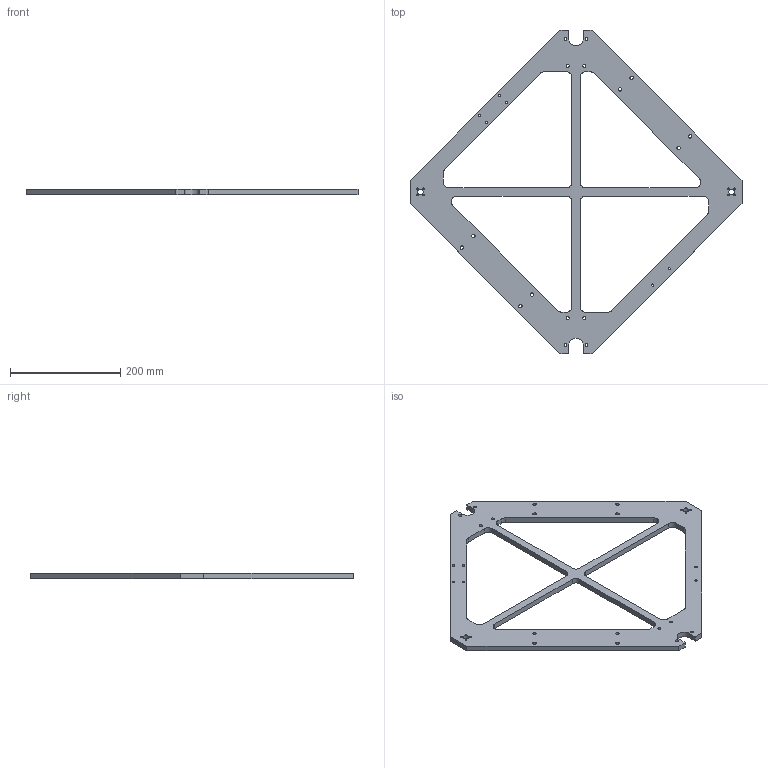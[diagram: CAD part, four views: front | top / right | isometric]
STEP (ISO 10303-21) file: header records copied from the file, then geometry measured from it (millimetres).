
FILE_DESCRIPTION(/* description */ (''),/* implementation_level */ '2;1');
FILE_NAME(/* name */ 'z_plate.stp',/* time_stamp */ '2025-10-08T00:28:46+02:00',/* author */ ('drago'),/* organization */ (''),/* preprocessor_version */ 'ST-DEVELOPER v20.1',/* originating_system */ 'Autodesk Inventor 2026',/* authorisation */ '');
FILE_SCHEMA (('AUTOMOTIVE_DESIGN { 1 0 10303 214 3 1 1 }'));
Length unit declared in the file: millimetre
Products named in the file (1): z_plate
Bounding box: 601 x 585 x 10 mm (x, y, z)
Volume: 833912.7 mm3; surface area: 220116 mm2
Topology: 1 solids, 1 shells, 86 faces, 252 edges, 168 vertices
Faces by surface type: cylinder 52, plane 34
Full cylindrical faces by diameter (mm): 3.2 x8, 4.2 x6, 5.4 x8, 6.2 x8, 10.5 x2
Entity records: 3087 total; most frequent: DIRECTION 530, CARTESIAN_POINT 507, ORIENTED_EDGE 504, EDGE_CURVE 252, AXIS2_PLACEMENT_3D 191, VERTEX_POINT 168, EDGE_LOOP 158, LINE 148
